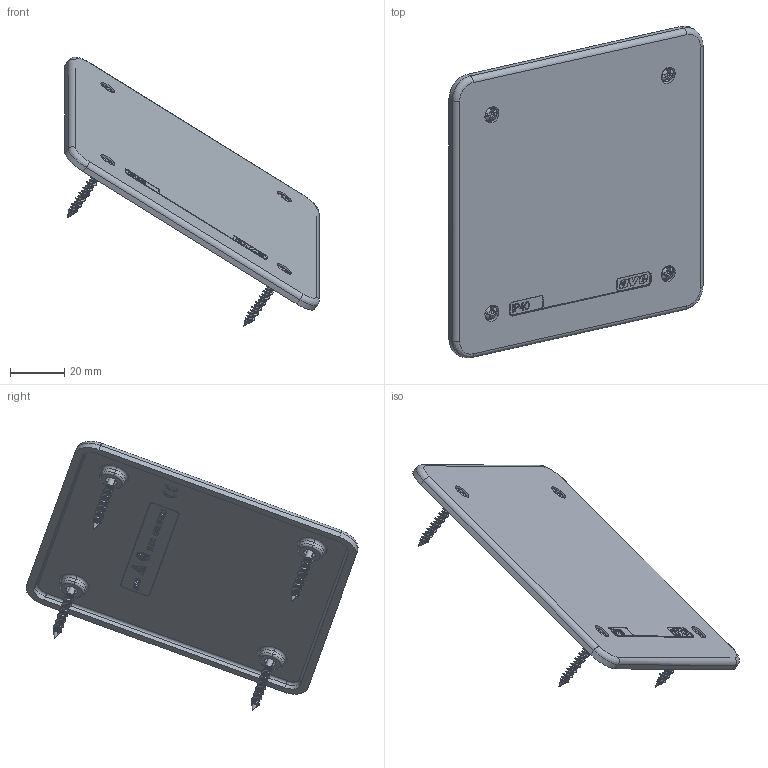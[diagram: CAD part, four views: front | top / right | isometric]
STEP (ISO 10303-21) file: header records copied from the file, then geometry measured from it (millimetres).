
FILE_DESCRIPTION(('CATIA V5 STEP Exchange'),'2;1');
FILE_NAME('BL01C.stp','2023-09-25T07:15:30+00:00',('none'),('none'),'CATIA Version 5-6 Release 2016 SP6','CATIA V5 STEP AP203','none');
FILE_SCHEMA(('CONFIG_CONTROL_DESIGN'));
Length unit declared in the file: millimetre
Products named in the file (1): BL01C
Assembly tree (6 placements, depth 2):
  BL01C
    #57
    #22581
    #22625  x4
Bounding box: 93.29 x 121.93 x 98.99 mm (x, y, z)
Volume: 20835.2 mm3; surface area: 28341.5 mm2
Topology: 5 solids, 5 shells, 1166 faces, 3178 edges, 2086 vertices
Faces by surface type: plane 643, cylinder 331, cone 56, torus 48, bspline 36, extrusion 36, sphere 16
Entity records: 27637 total; most frequent: CARTESIAN_POINT 7975, ORIENTED_EDGE 4470, DIRECTION 3209, EDGE_CURVE 2235, VECTOR 1634, LINE 1598, VERTEX_POINT 1470, AXIS2_PLACEMENT_3D 968
